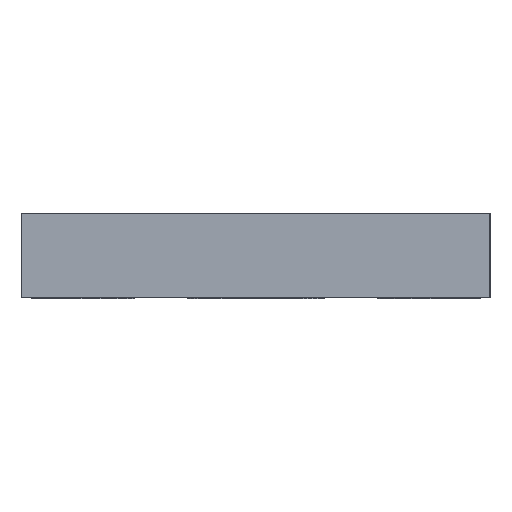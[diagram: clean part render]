
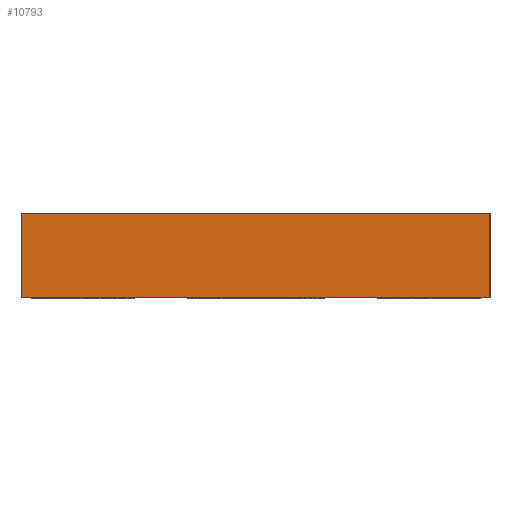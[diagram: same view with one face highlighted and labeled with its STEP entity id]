
A CAD part, left-side view. The second image highlights one B-rep face of the part: STEP entity #10793.
In plain terms, the highlighted planar face has unit normal (-1, 0, 0).
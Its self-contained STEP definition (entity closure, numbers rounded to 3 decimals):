
#360 = ORIENTED_EDGE ( 'NONE', *, *, #6375, .T. ) ;
#462 = PLANE ( 'NONE',  #11372 ) ;
#496 = EDGE_CURVE ( 'NONE', #6485, #683, #13549, .T. ) ;
#683 = VERTEX_POINT ( 'NONE', #1749 ) ;
#1422 = VERTEX_POINT ( 'NONE', #3549 ) ;
#1749 = CARTESIAN_POINT ( 'NONE',  ( -3.5, -2.5, 0. ) ) ;
#2483 = ORIENTED_EDGE ( 'NONE', *, *, #4495, .F. ) ;
#2521 = LINE ( 'NONE', #6686, #5746 ) ;
#2659 = DIRECTION ( 'NONE',  ( -1., 0., 0. ) ) ;
#3179 = DIRECTION ( 'NONE',  ( 0., 0., 1. ) ) ;
#3420 = CARTESIAN_POINT ( 'NONE',  ( -3.5, 2.5, 0. ) ) ;
#3549 = CARTESIAN_POINT ( 'NONE',  ( -3.5, 2.5, -0.9 ) ) ;
#4281 = CARTESIAN_POINT ( 'NONE',  ( -3.5, -2.5, -0.9 ) ) ;
#4495 = EDGE_CURVE ( 'NONE', #1422, #6485, #8405, .T. ) ;
#5115 = VERTEX_POINT ( 'NONE', #4281 ) ;
#5746 = VECTOR ( 'NONE', #10936, 1000. ) ;
#6375 = EDGE_CURVE ( 'NONE', #5115, #683, #13456, .T. ) ;
#6485 = VERTEX_POINT ( 'NONE', #3420 ) ;
#6686 = CARTESIAN_POINT ( 'NONE',  ( -3.5, -2.5, -0.9 ) ) ;
#6829 = DIRECTION ( 'NONE',  ( 0., 0., 1. ) ) ;
#6845 = EDGE_CURVE ( 'NONE', #1422, #5115, #2521, .T. ) ;
#7129 = CARTESIAN_POINT ( 'NONE',  ( -3.5, -2.5, -0.9 ) ) ;
#7239 = CARTESIAN_POINT ( 'NONE',  ( -3.5, -2.5, 0. ) ) ;
#8003 = VECTOR ( 'NONE', #3179, 1000. ) ;
#8405 = LINE ( 'NONE', #12623, #8003 ) ;
#9214 = ORIENTED_EDGE ( 'NONE', *, *, #6845, .T. ) ;
#9370 = ORIENTED_EDGE ( 'NONE', *, *, #496, .F. ) ;
#9529 = VECTOR ( 'NONE', #11475, 1000. ) ;
#9677 = VECTOR ( 'NONE', #11379, 1000. ) ;
#9895 = FACE_OUTER_BOUND ( 'NONE', #10370, .T. ) ;
#10370 = EDGE_LOOP ( 'NONE', ( #9370, #2483, #9214, #360 ) ) ;
#10793 = ADVANCED_FACE ( 'NONE', ( #9895 ), #462, .T. ) ;
#10936 = DIRECTION ( 'NONE',  ( 0., -1., 0. ) ) ;
#11372 = AXIS2_PLACEMENT_3D ( 'NONE', #12097, #2659, #6829 ) ;
#11379 = DIRECTION ( 'NONE',  ( 0., 0., 1. ) ) ;
#11475 = DIRECTION ( 'NONE',  ( 0., -1., 0. ) ) ;
#12097 = CARTESIAN_POINT ( 'NONE',  ( -3.5, -2.5, -0.9 ) ) ;
#12623 = CARTESIAN_POINT ( 'NONE',  ( -3.5, 2.5, -0.9 ) ) ;
#13456 = LINE ( 'NONE', #7129, #9677 ) ;
#13549 = LINE ( 'NONE', #7239, #9529 ) ;
